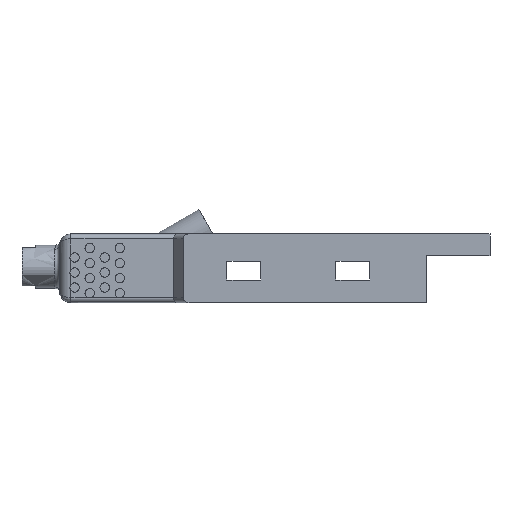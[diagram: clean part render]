
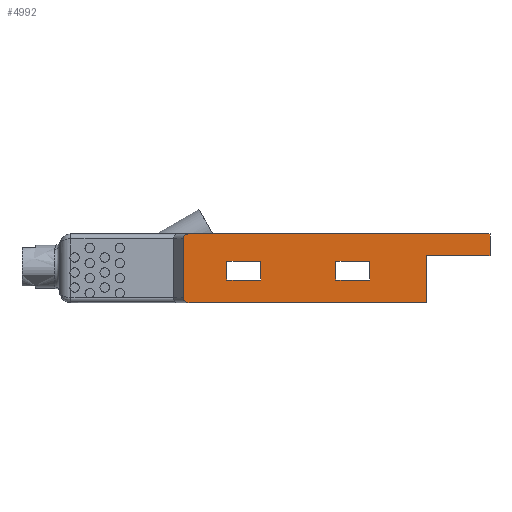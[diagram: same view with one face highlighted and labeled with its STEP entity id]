
A CAD part, front view. The second image highlights one B-rep face of the part: STEP entity #4992.
In plain terms, the highlighted planar face has unit normal (0, -1, 0).
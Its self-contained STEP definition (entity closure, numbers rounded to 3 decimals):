
#128=FACE_BOUND('',#1662,.T.);
#129=FACE_BOUND('',#1663,.T.);
#172=PLANE('',#5405);
#302=ELLIPSE('',#5383,0.307,0.25);
#305=ELLIPSE('',#5406,0.307,0.25);
#472=LINE('',#8745,#858);
#502=LINE('',#8896,#888);
#509=LINE('',#8946,#895);
#510=LINE('',#8949,#896);
#511=LINE('',#8951,#897);
#512=LINE('',#8952,#898);
#513=LINE('',#8955,#899);
#514=LINE('',#8957,#900);
#515=LINE('',#8959,#901);
#516=LINE('',#8960,#902);
#517=LINE('',#8963,#903);
#518=LINE('',#8965,#904);
#519=LINE('',#8967,#905);
#520=LINE('',#8968,#906);
#858=VECTOR('',#6047,10.);
#888=VECTOR('',#6209,10.);
#895=VECTOR('',#6258,10.);
#896=VECTOR('',#6261,10.);
#897=VECTOR('',#6262,10.);
#898=VECTOR('',#6263,10.);
#899=VECTOR('',#6264,10.);
#900=VECTOR('',#6265,10.);
#901=VECTOR('',#6266,10.);
#902=VECTOR('',#6267,10.);
#903=VECTOR('',#6268,10.);
#904=VECTOR('',#6269,10.);
#905=VECTOR('',#6270,10.);
#906=VECTOR('',#6271,10.);
#1298=FACE_OUTER_BOUND('',#1661,.T.);
#1661=EDGE_LOOP('',(#4082,#4083,#4084,#4085,#4086,#4087,#4088,#4089));
#1662=EDGE_LOOP('',(#4090,#4091,#4092,#4093));
#1663=EDGE_LOOP('',(#4094,#4095,#4096,#4097));
#2409=VERTEX_POINT('',#8742);
#2410=VERTEX_POINT('',#8744);
#2463=VERTEX_POINT('',#8889);
#2464=VERTEX_POINT('',#8891);
#2465=VERTEX_POINT('',#8895);
#2487=VERTEX_POINT('',#8945);
#2488=VERTEX_POINT('',#8948);
#2489=VERTEX_POINT('',#8950);
#2490=VERTEX_POINT('',#8953);
#2491=VERTEX_POINT('',#8954);
#2492=VERTEX_POINT('',#8956);
#2493=VERTEX_POINT('',#8958);
#2494=VERTEX_POINT('',#8961);
#2495=VERTEX_POINT('',#8962);
#2496=VERTEX_POINT('',#8964);
#2497=VERTEX_POINT('',#8966);
#2974=EDGE_CURVE('',#2410,#2409,#472,.T.);
#3050=EDGE_CURVE('',#2463,#2464,#302,.T.);
#3052=EDGE_CURVE('',#2464,#2465,#502,.T.);
#3079=EDGE_CURVE('',#2487,#2463,#509,.F.);
#3080=EDGE_CURVE('',#2410,#2487,#305,.T.);
#3081=EDGE_CURVE('',#2409,#2488,#510,.F.);
#3082=EDGE_CURVE('',#2488,#2489,#511,.T.);
#3083=EDGE_CURVE('',#2489,#2465,#512,.T.);
#3084=EDGE_CURVE('',#2490,#2491,#513,.F.);
#3085=EDGE_CURVE('',#2491,#2492,#514,.F.);
#3086=EDGE_CURVE('',#2492,#2493,#515,.F.);
#3087=EDGE_CURVE('',#2493,#2490,#516,.F.);
#3088=EDGE_CURVE('',#2494,#2495,#517,.F.);
#3089=EDGE_CURVE('',#2495,#2496,#518,.F.);
#3090=EDGE_CURVE('',#2496,#2497,#519,.F.);
#3091=EDGE_CURVE('',#2497,#2494,#520,.F.);
#4082=ORIENTED_EDGE('',*,*,#3050,.F.);
#4083=ORIENTED_EDGE('',*,*,#3079,.F.);
#4084=ORIENTED_EDGE('',*,*,#3080,.F.);
#4085=ORIENTED_EDGE('',*,*,#2974,.T.);
#4086=ORIENTED_EDGE('',*,*,#3081,.T.);
#4087=ORIENTED_EDGE('',*,*,#3082,.T.);
#4088=ORIENTED_EDGE('',*,*,#3083,.T.);
#4089=ORIENTED_EDGE('',*,*,#3052,.F.);
#4090=ORIENTED_EDGE('',*,*,#3084,.T.);
#4091=ORIENTED_EDGE('',*,*,#3085,.T.);
#4092=ORIENTED_EDGE('',*,*,#3086,.T.);
#4093=ORIENTED_EDGE('',*,*,#3087,.T.);
#4094=ORIENTED_EDGE('',*,*,#3088,.T.);
#4095=ORIENTED_EDGE('',*,*,#3089,.T.);
#4096=ORIENTED_EDGE('',*,*,#3090,.T.);
#4097=ORIENTED_EDGE('',*,*,#3091,.T.);
#4992=ADVANCED_FACE('',(#1298,#128,#129),#172,.T.);
#5383=AXIS2_PLACEMENT_3D('',#8892,#6204,#6205);
#5405=AXIS2_PLACEMENT_3D('',#8944,#6256,#6257);
#5406=AXIS2_PLACEMENT_3D('',#8947,#6259,#6260);
#6047=DIRECTION('',(1.,0.,0.));
#6204=DIRECTION('center_axis',(0.,1.,0.));
#6205=DIRECTION('ref_axis',(-1.,0.,0.));
#6209=DIRECTION('',(1.,0.,0.));
#6256=DIRECTION('center_axis',(0.,-1.,0.));
#6257=DIRECTION('ref_axis',(0.,0.,1.));
#6258=DIRECTION('',(0.,0.,-1.));
#6259=DIRECTION('center_axis',(0.,1.,0.));
#6260=DIRECTION('ref_axis',(-1.,0.,0.));
#6261=DIRECTION('',(0.,0.,-1.));
#6262=DIRECTION('',(1.,0.,0.));
#6263=DIRECTION('',(0.,0.,1.));
#6264=DIRECTION('',(0.,0.,-1.));
#6265=DIRECTION('',(-1.,0.,0.));
#6266=DIRECTION('',(0.,0.,1.));
#6267=DIRECTION('',(1.,0.,0.));
#6268=DIRECTION('',(0.,0.,-1.));
#6269=DIRECTION('',(-1.,0.,0.));
#6270=DIRECTION('',(0.,0.,1.));
#6271=DIRECTION('',(1.,0.,0.));
#8742=CARTESIAN_POINT('',(-3.4,-0.637,-3.735));
#8744=CARTESIAN_POINT('',(-16.014,-0.637,-3.735));
#8745=CARTESIAN_POINT('',(-15.,-0.637,-3.735));
#8889=CARTESIAN_POINT('',(-16.321,-0.637,-0.335));
#8891=CARTESIAN_POINT('',(-16.014,-0.637,-0.085));
#8892=CARTESIAN_POINT('Origin',(-16.014,-0.637,-0.335));
#8895=CARTESIAN_POINT('',(0.,-0.637,-0.085));
#8896=CARTESIAN_POINT('',(-7.5,-0.637,-0.085));
#8944=CARTESIAN_POINT('Origin',(-15.,-0.637,-3.735));
#8945=CARTESIAN_POINT('',(-16.321,-0.637,-3.485));
#8946=CARTESIAN_POINT('',(-16.321,-0.637,-3.735));
#8947=CARTESIAN_POINT('Origin',(-16.014,-0.637,-3.485));
#8948=CARTESIAN_POINT('',(-3.4,-0.637,-1.235));
#8949=CARTESIAN_POINT('',(-3.4,-0.637,-2.485));
#8950=CARTESIAN_POINT('',(0.,-0.637,-1.235));
#8951=CARTESIAN_POINT('',(-7.5,-0.637,-1.235));
#8952=CARTESIAN_POINT('',(0.,-0.637,-2.26));
#8953=CARTESIAN_POINT('',(-14.,-0.637,-2.535));
#8954=CARTESIAN_POINT('',(-14.,-0.637,-1.535));
#8955=CARTESIAN_POINT('',(-14.,-0.637,-2.635));
#8956=CARTESIAN_POINT('',(-12.2,-0.637,-1.535));
#8957=CARTESIAN_POINT('',(-13.6,-0.637,-1.535));
#8958=CARTESIAN_POINT('',(-12.2,-0.637,-2.535));
#8959=CARTESIAN_POINT('',(-12.2,-0.637,-3.135));
#8960=CARTESIAN_POINT('',(-14.5,-0.637,-2.535));
#8961=CARTESIAN_POINT('',(-8.2,-0.637,-2.535));
#8962=CARTESIAN_POINT('',(-8.2,-0.637,-1.535));
#8963=CARTESIAN_POINT('',(-8.2,-0.637,-2.635));
#8964=CARTESIAN_POINT('',(-6.4,-0.637,-1.535));
#8965=CARTESIAN_POINT('',(-10.7,-0.637,-1.535));
#8966=CARTESIAN_POINT('',(-6.4,-0.637,-2.535));
#8967=CARTESIAN_POINT('',(-6.4,-0.637,-3.135));
#8968=CARTESIAN_POINT('',(-11.6,-0.637,-2.535));
